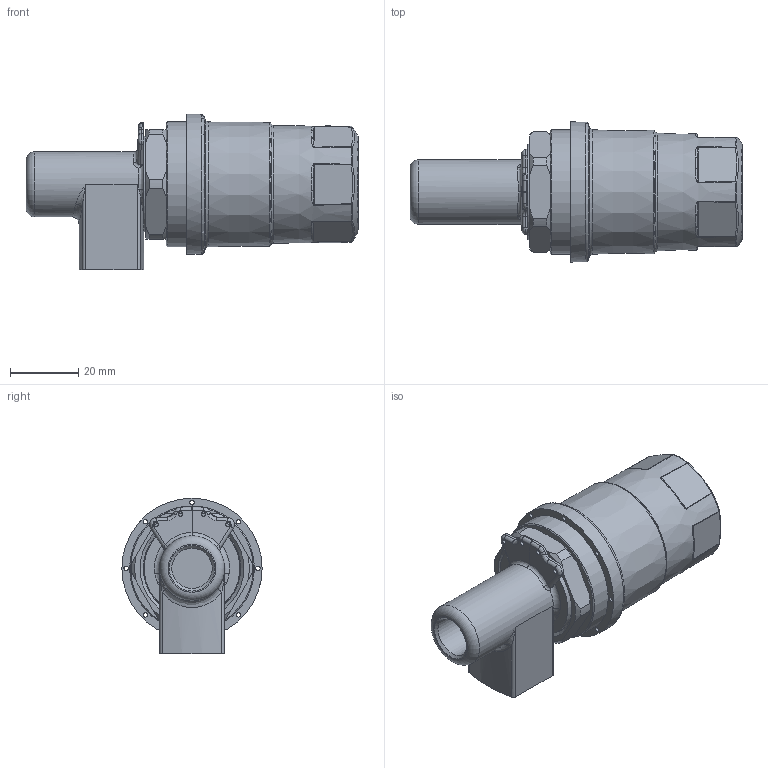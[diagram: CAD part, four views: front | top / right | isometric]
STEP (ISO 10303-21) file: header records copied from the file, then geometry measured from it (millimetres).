
FILE_DESCRIPTION(/* description */ ('Unknown'),/* implementation_level */ '2;1');
FILE_NAME(/* name */ '200230501',/* time_stamp */ '2020-07-13T15:09:07+02:00',/* author */ ('Unknown'),/* organization */ ('Unknown'),/* preprocessor_version */ 'ST-DEVELOPER v16.7',/* originating_system */ 'Solid Edge',/* authorisation */ 'Unknown');
FILE_SCHEMA (('AUTOMOTIVE_DESIGN {1 0 10303 214 3 1 1}'));
Length unit declared in the file: millimetre
Products named in the file (1): Part1
Bounding box: 97.1 x 41 x 45.5 mm (x, y, z)
Volume: 73979.1 mm3; surface area: 14498.8 mm2
Topology: 1 solids, 1 shells, 345 faces, 856 edges, 539 vertices
Faces by surface type: plane 138, bspline 120, cylinder 50, cone 30, torus 7
Full cylindrical faces by diameter (mm): 1.3 x12, 5 x1, 9.5 x1, 11.82 x2, 12 x1, 19 x1, 28 x1, 28.5 x1, 36.5 x1
Entity records: 21627 total; most frequent: CARTESIAN_POINT 12469, ORIENTED_EDGE 1576, DIRECTION 930, EDGE_CURVE 788, VERTEX_POINT 519, B_SPLINE_CURVE_WITH_KNOTS 458, EDGE_LOOP 443, FACE_BOUND 443
